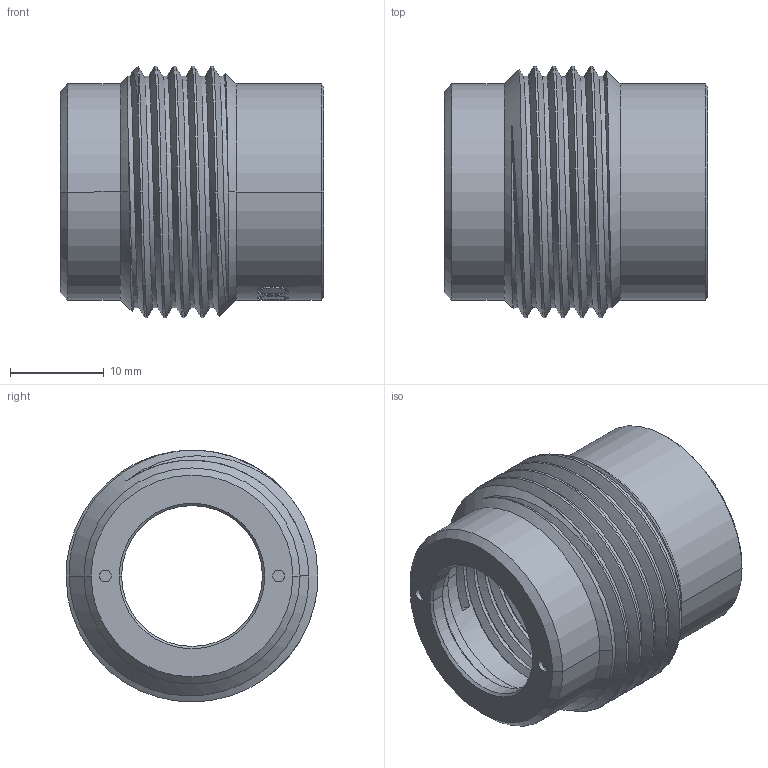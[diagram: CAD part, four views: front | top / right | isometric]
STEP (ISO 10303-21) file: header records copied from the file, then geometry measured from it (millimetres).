
FILE_DESCRIPTION (( 'STEP AP214' ), '1' );
FILE_NAME ('26100.STEP', '2020-10-15T14:10:04', ( '' ), ( '' ), 'SwSTEP 2.0', 'SolidWorks 2020', '' );
FILE_SCHEMA (( 'AUTOMOTIVE_DESIGN' ));
Length unit declared in the file: inch
Products named in the file (1): 26100
Bounding box: 28 x 26.82 x 26.82 mm (x, y, z)
Volume: 4565 mm3; surface area: 5246.3 mm2
Topology: 1 solids, 1 shells, 128 faces, 327 edges, 213 vertices
Faces by surface type: cylinder 50, bspline 45, plane 17, cone 14, torus 2
Entity records: 14704 total; most frequent: CARTESIAN_POINT 11414, ORIENTED_EDGE 654, DIRECTION 354, EDGE_CURVE 327, VERTEX_POINT 213, AXIS2_PLACEMENT_3D 143, EDGE_LOOP 142, B_SPLINE_CURVE_WITH_KNOTS 137
